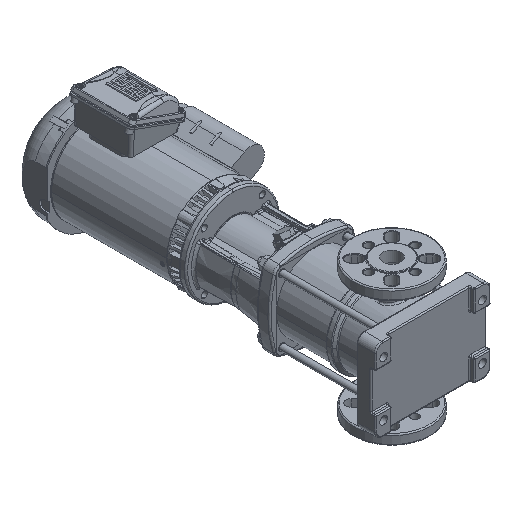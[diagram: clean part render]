
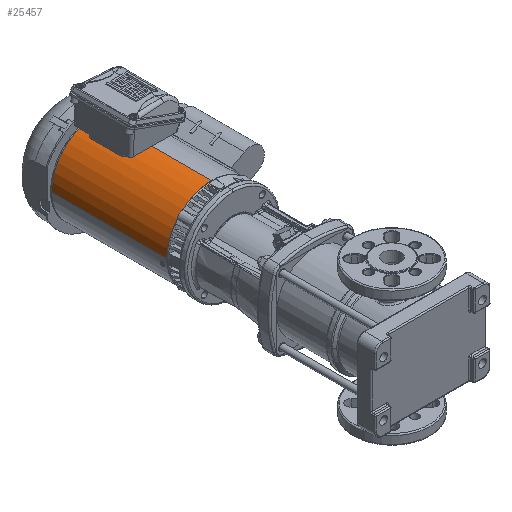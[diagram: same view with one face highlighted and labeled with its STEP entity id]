
A CAD part, isometric view. The second image highlights one B-rep face of the part: STEP entity #25457.
In plain terms, the highlighted cylindrical face has radius 81.875 mm (diameter 163.75 mm), a partial arc.
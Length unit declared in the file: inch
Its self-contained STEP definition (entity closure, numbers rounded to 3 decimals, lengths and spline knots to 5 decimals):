
#458 = DIRECTION ( 'NONE',  ( 0., 0., -1. ) ) ;
#754 = VERTEX_POINT ( 'NONE', #98942 ) ;
#6220 = VERTEX_POINT ( 'NONE', #77727 ) ;
#9174 = CARTESIAN_POINT ( 'NONE',  ( 0., 0., 0. ) ) ;
#9670 = CARTESIAN_POINT ( 'NONE',  ( -8.26772, 0., 0. ) ) ;
#16503 = CARTESIAN_POINT ( 'NONE',  ( 21.63732, 0., 0. ) ) ;
#17485 = CARTESIAN_POINT ( 'NONE',  ( -8.26772, 0., 3.22343 ) ) ;
#17710 = CARTESIAN_POINT ( 'NONE',  ( -8.26772, -3.22343, 0.00056 ) ) ;
#18370 = EDGE_CURVE ( 'NONE', #754, #87556, #76974, .T. ) ;
#24402 = DIRECTION ( 'NONE',  ( 0., 0., 1. ) ) ;
#24655 = FACE_OUTER_BOUND ( 'NONE', #104899, .T. ) ;
#25457 = ADVANCED_FACE ( 'NONE', ( #24655 ), #57832, .T. ) ;
#40999 = VECTOR ( 'NONE', #75907, 39.37008 ) ;
#42957 = CIRCLE ( 'NONE', #62170, 3.22343 ) ;
#47498 = ORIENTED_EDGE ( 'NONE', *, *, #86398, .F. ) ;
#47727 = VECTOR ( 'NONE', #92250, 39.37008 ) ;
#48287 = CIRCLE ( 'NONE', #69062, 3.22343 ) ;
#48294 = EDGE_CURVE ( 'NONE', #6220, #754, #48287, .T. ) ;
#49993 = DIRECTION ( 'NONE',  ( -1., 0., 0. ) ) ;
#51208 = EDGE_CURVE ( 'NONE', #87556, #51752, #42957, .T. ) ;
#51752 = VERTEX_POINT ( 'NONE', #17710 ) ;
#54470 = ORIENTED_EDGE ( 'NONE', *, *, #48294, .T. ) ;
#57043 = DIRECTION ( 'NONE',  ( 1., 0., 0. ) ) ;
#57832 = CYLINDRICAL_SURFACE ( 'NONE', #102395, 3.22343 ) ;
#60101 = CARTESIAN_POINT ( 'NONE',  ( 21.63732, 0., 3.22343 ) ) ;
#62170 = AXIS2_PLACEMENT_3D ( 'NONE', #9670, #57043, #24402 ) ;
#65468 = DIRECTION ( 'NONE',  ( 0., 0., 1. ) ) ;
#67739 = ORIENTED_EDGE ( 'NONE', *, *, #51208, .T. ) ;
#69062 = AXIS2_PLACEMENT_3D ( 'NONE', #9174, #49993, #458 ) ;
#74863 = LINE ( 'NONE', #75394, #47727 ) ;
#75394 = CARTESIAN_POINT ( 'NONE',  ( 21.63732, -3.22343, 0.00056 ) ) ;
#75907 = DIRECTION ( 'NONE',  ( -1., 0., 0. ) ) ;
#76974 = LINE ( 'NONE', #60101, #40999 ) ;
#77727 = CARTESIAN_POINT ( 'NONE',  ( 0., -3.22343, 0.00056 ) ) ;
#86398 = EDGE_CURVE ( 'NONE', #6220, #51752, #74863, .T. ) ;
#87556 = VERTEX_POINT ( 'NONE', #17485 ) ;
#92250 = DIRECTION ( 'NONE',  ( -1., 0., 0. ) ) ;
#98942 = CARTESIAN_POINT ( 'NONE',  ( 0., 0., 3.22343 ) ) ;
#102395 = AXIS2_PLACEMENT_3D ( 'NONE', #16503, #106784, #65468 ) ;
#104883 = ORIENTED_EDGE ( 'NONE', *, *, #18370, .T. ) ;
#104899 = EDGE_LOOP ( 'NONE', ( #54470, #104883, #67739, #47498 ) ) ;
#106784 = DIRECTION ( 'NONE',  ( -1., 0., 0. ) ) ;
